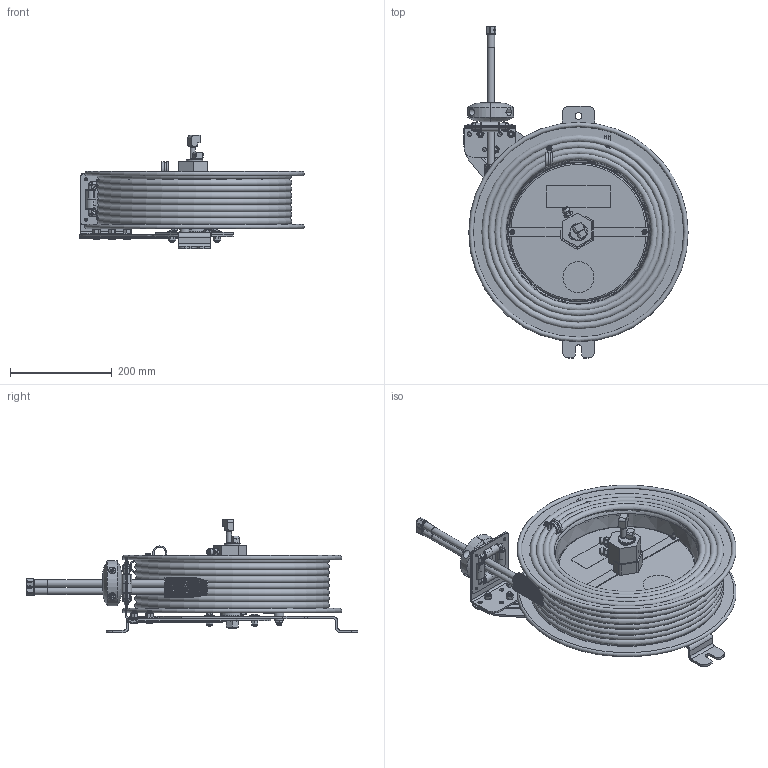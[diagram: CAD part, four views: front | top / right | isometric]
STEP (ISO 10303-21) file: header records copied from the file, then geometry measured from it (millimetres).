
FILE_DESCRIPTION(/* description */ (''),/* implementation_level */ '2;1');
FILE_NAME(/* name */ 'EZ-SG17WT-150_SHARED.stp',/* time_stamp */ '2020-03-06T08:51:13-07:00',/* author */ ('NMelton'),/* organization */ (''),/* preprocessor_version */ 'ST-DEVELOPER v17',/* originating_system */ 'Autodesk Inventor 2019',/* authorisation */ '');
FILE_SCHEMA (('AUTOMOTIVE_DESIGN { 1 0 10303 214 3 1 1 }'));
Products named in the file (1): EZ-SG17WT-150_SHARED
Bounding box: 441.48 x 653.27 x 222.66 mm (x, y, z)
Volume: 2190274.9 mm3; surface area: 1577477.6 mm2
Topology: 14 solids, 271 shells, 1857 faces, 9716 edges, 7958 vertices
Faces by surface type: plane 965, cylinder 443, cone 175, torus 129, bspline 115, sphere 30
Full cylindrical faces by diameter (mm): 1.93 x2, 3.81 x2, 3.962 x1, 4.699 x3, 4.75 x1, 4.826 x5, 5.08 x1, 5.556 x3, 5.575 x1, 5.588 x2, 6.35 x4, 7.112 x3, 7.925 x1, 7.938 x3, 8.636 x3, 8.733 x4, 8.89 x3, 10.312 x1, 11.43 x3, 11.557 x4, 12.192 x8, 13.081 x2, 13.492 x1, 13.494 x4, 14.287 x2, 14.605 x4, 15.875 x1, 17.145 x4, 19.05 x5, 28.575 x1
Entity records: 118606 total; most frequent: CARTESIAN_POINT 46041, ORIENTED_EDGE 12962, DIRECTION 12649, EDGE_CURVE 9693, VERTEX_POINT 7958, LINE 5331, VECTOR 5331, AXIS2_PLACEMENT_3D 3659
